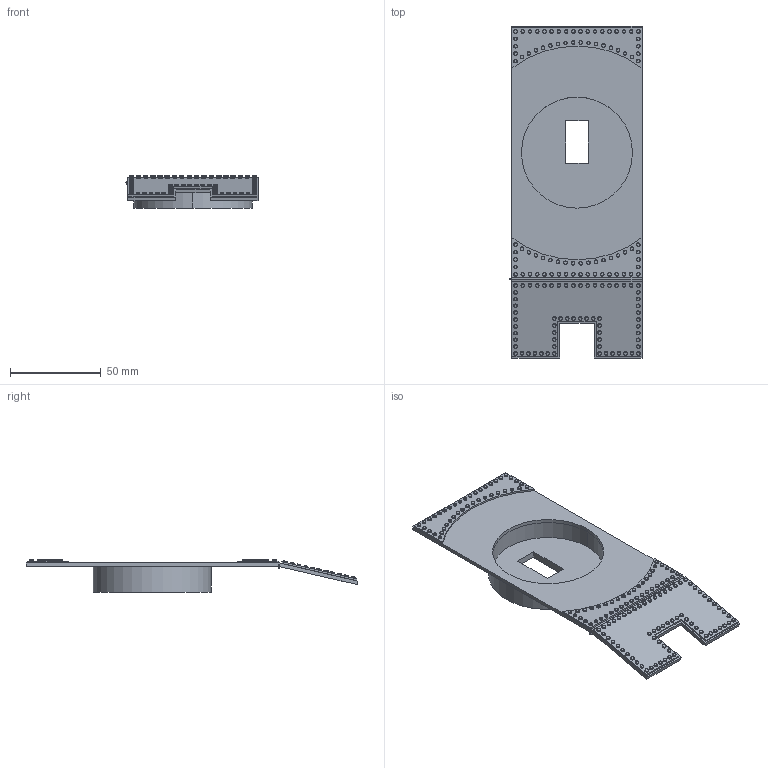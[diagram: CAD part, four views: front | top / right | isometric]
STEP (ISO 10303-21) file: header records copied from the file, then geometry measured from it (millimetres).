
FILE_DESCRIPTION(('TFLEX Exchange Step'),'2;1');
FILE_NAME(' корпуса.stp', '2022-03-31T12:15:06+03:00',('ilya'),('Unknown organisation'),'TFLEX Exchange 2022.0','T-FLEX CAD','Unknown authorisation');
FILE_SCHEMA( ('AUTOMOTIVE_DESIGN { 1 0 10303 214 1 1 1 1 }') );
Length unit declared in the file: millimetre
Products named in the file (4): норм заклепка; Декор зад уклон; Декор крышка; Крышка корпуса
Assembly tree (148 placements, depth 3):
  Крышка корпуса
    Декор зад уклон
      норм заклепка  x66
    Декор крышка
      норм заклепка  x80
Bounding box: 72.55 x 182.43 x 17.7 mm (x, y, z)
Volume: 40567.5 mm3; surface area: 43639.7 mm2
Topology: 158 solids, 158 shells, 1275 faces, 2568 edges, 1610 vertices
Faces by surface type: torus 612, plane 349, cylinder 314
Entity records: 5207 total; most frequent: DIRECTION 858, CARTESIAN_POINT 638, ORIENTED_EDGE 464, AXIS2_PLACEMENT_3D 370, PRODUCT_DEFINITION_SHAPE 297, EDGE_CURVE 232, VERTEX_POINT 150, PRODUCT 149
